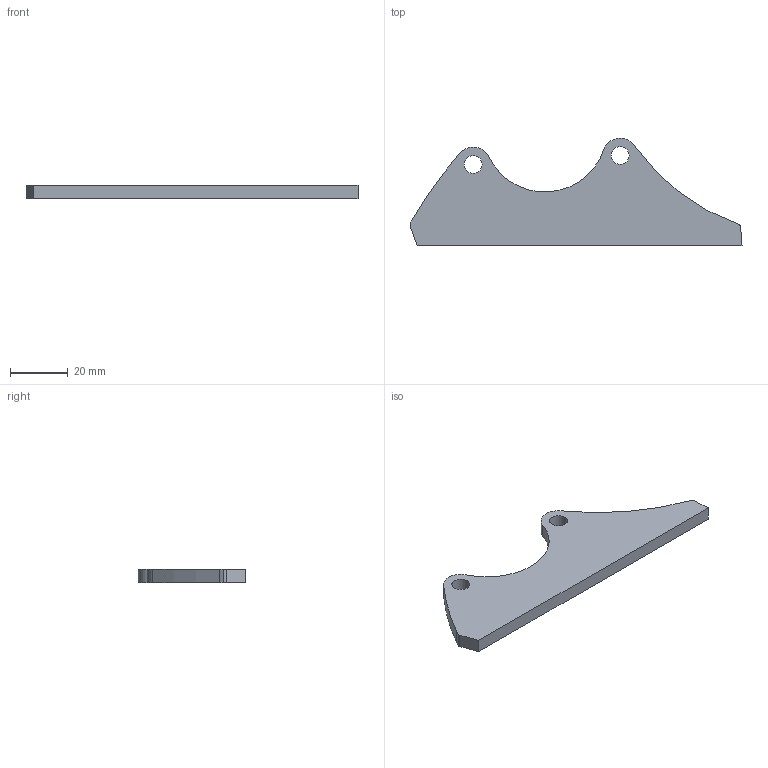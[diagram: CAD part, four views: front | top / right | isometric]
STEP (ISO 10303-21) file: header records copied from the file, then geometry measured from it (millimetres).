
FILE_DESCRIPTION((''),'2;1');
FILE_NAME('BK0039_2039.stp','2025-04-08T14:41:07',(''),(''),'STEP Write','Mastercam 2018 ... CNC Software, Inc.','');
FILE_SCHEMA(('AUTOMOTIVE_DESIGN'));
Length unit declared in the file: inch
Products named in the file (1): None
Bounding box: 114.98 x 37.26 x 4.76 mm (x, y, z)
Volume: 12185.9 mm3; surface area: 6637.6 mm2
Topology: 1 solids, 1 shells, 15 faces, 127 edges, 194 vertices
Faces by surface type: cylinder 10, plane 5
Full cylindrical faces by diameter (mm): 6.2 x2
Entity records: 1251 total; most frequent: CARTESIAN_POINT 294, DIRECTION 231, STYLED_ITEM 136, AXIS2_PLACEMENT_3D 91, TRIMMED_CURVE 80, CIRCLE 76, ORIENTED_EDGE 74, VECTOR 49
